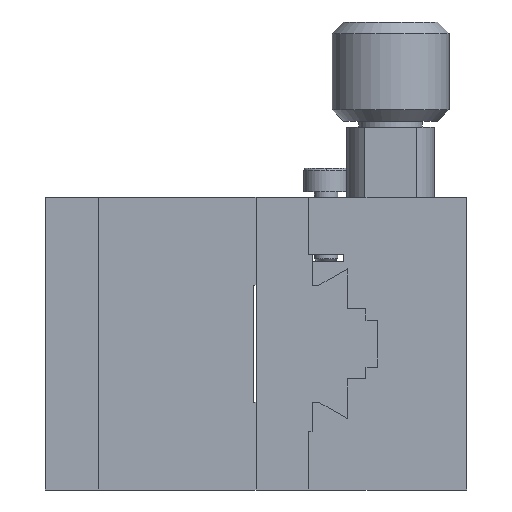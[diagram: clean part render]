
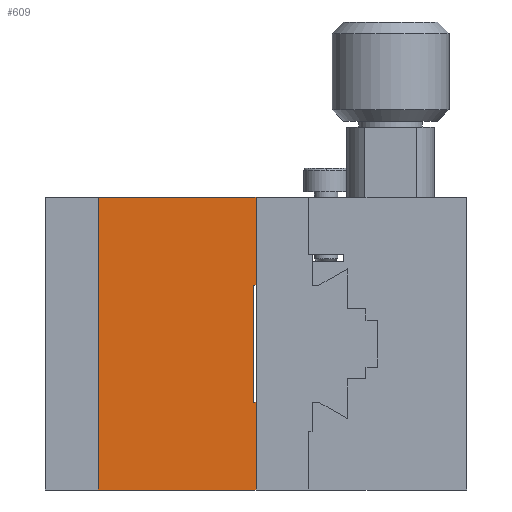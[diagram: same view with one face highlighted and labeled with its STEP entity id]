
A CAD part, left-side view. The second image highlights one B-rep face of the part: STEP entity #609.
In plain terms, the highlighted planar face has unit normal (-1, 0, 0).
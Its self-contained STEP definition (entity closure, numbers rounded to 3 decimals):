
#609 = ADVANCED_FACE( '', ( #1326 ), #1327, .F. );
#1326 = FACE_OUTER_BOUND( '', #2128, .T. );
#1327 = PLANE( '', #2129 );
#2128 = EDGE_LOOP( '', ( #4592, #4593, #4594, #4595, #4596, #4597, #4598, #4599 ) );
#2129 = AXIS2_PLACEMENT_3D( '', #4600, #4601, #4602 );
#4592 = ORIENTED_EDGE( '', *, *, #5855, .F. );
#4593 = ORIENTED_EDGE( '', *, *, #5872, .F. );
#4594 = ORIENTED_EDGE( '', *, *, #5869, .F. );
#4595 = ORIENTED_EDGE( '', *, *, #5867, .F. );
#4596 = ORIENTED_EDGE( '', *, *, #5851, .F. );
#4597 = ORIENTED_EDGE( '', *, *, #5865, .F. );
#4598 = ORIENTED_EDGE( '', *, *, #5862, .F. );
#4599 = ORIENTED_EDGE( '', *, *, #5859, .F. );
#4600 = CARTESIAN_POINT( '', ( -12.5, 18., 0. ) );
#4601 = DIRECTION( '', ( 1., 0., 0. ) );
#4602 = DIRECTION( '', ( 0., 0., -1. ) );
#5851 = EDGE_CURVE( '', #7200, #7202, #7203, .T. );
#5855 = EDGE_CURVE( '', #7208, #7209, #7210, .T. );
#5859 = EDGE_CURVE( '', #7209, #7216, #7217, .T. );
#5862 = EDGE_CURVE( '', #7216, #7221, #7222, .T. );
#5865 = EDGE_CURVE( '', #7221, #7200, #7226, .T. );
#5867 = EDGE_CURVE( '', #7202, #7228, #7229, .T. );
#5869 = EDGE_CURVE( '', #7228, #7231, #7232, .T. );
#5872 = EDGE_CURVE( '', #7231, #7208, #7236, .T. );
#7200 = VERTEX_POINT( '', #9148 );
#7202 = VERTEX_POINT( '', #9151 );
#7203 = LINE( '', #9152, #9153 );
#7208 = VERTEX_POINT( '', #9161 );
#7209 = VERTEX_POINT( '', #9162 );
#7210 = LINE( '', #9163, #9164 );
#7216 = VERTEX_POINT( '', #9173 );
#7217 = LINE( '', #9174, #9175 );
#7221 = VERTEX_POINT( '', #9181 );
#7222 = LINE( '', #9182, #9183 );
#7226 = LINE( '', #9189, #9190 );
#7228 = VERTEX_POINT( '', #9193 );
#7229 = LINE( '', #9194, #9195 );
#7231 = VERTEX_POINT( '', #9198 );
#7232 = LINE( '', #9199, #9200 );
#7236 = LINE( '', #9206, #9207 );
#9148 = CARTESIAN_POINT( '', ( -12.5, 18., -12.5 ) );
#9151 = CARTESIAN_POINT( '', ( -12.5, 31.5, -12.5 ) );
#9152 = CARTESIAN_POINT( '', ( -12.5, 18., -12.5 ) );
#9153 = VECTOR( '', #10733, 1. );
#9161 = CARTESIAN_POINT( '', ( -12.5, 18., 5. ) );
#9162 = CARTESIAN_POINT( '', ( -12.5, 18.2, 5. ) );
#9163 = CARTESIAN_POINT( '', ( -12.5, 18., 5. ) );
#9164 = VECTOR( '', #10737, 1. );
#9173 = CARTESIAN_POINT( '', ( -12.5, 18.2, -5. ) );
#9174 = CARTESIAN_POINT( '', ( -12.5, 18.2, 5. ) );
#9175 = VECTOR( '', #10741, 1. );
#9181 = CARTESIAN_POINT( '', ( -12.5, 18., -5. ) );
#9182 = CARTESIAN_POINT( '', ( -12.5, 18.2, -5. ) );
#9183 = VECTOR( '', #10744, 1. );
#9189 = CARTESIAN_POINT( '', ( -12.5, 18., -5. ) );
#9190 = VECTOR( '', #10747, 1. );
#9193 = CARTESIAN_POINT( '', ( -12.5, 31.5, 12.5 ) );
#9194 = CARTESIAN_POINT( '', ( -12.5, 31.5, -12.5 ) );
#9195 = VECTOR( '', #10749, 1. );
#9198 = CARTESIAN_POINT( '', ( -12.5, 18., 12.5 ) );
#9199 = CARTESIAN_POINT( '', ( -12.5, 31.5, 12.5 ) );
#9200 = VECTOR( '', #10751, 1. );
#9206 = CARTESIAN_POINT( '', ( -12.5, 18., 12.5 ) );
#9207 = VECTOR( '', #10754, 1. );
#10733 = DIRECTION( '', ( 0., 1., 0. ) );
#10737 = DIRECTION( '', ( 0., 1., 0. ) );
#10741 = DIRECTION( '', ( 0., 0., -1. ) );
#10744 = DIRECTION( '', ( 0., -1., 0. ) );
#10747 = DIRECTION( '', ( 0., 0., -1. ) );
#10749 = DIRECTION( '', ( 0., 0., 1. ) );
#10751 = DIRECTION( '', ( 0., -1., 0. ) );
#10754 = DIRECTION( '', ( 0., 0., -1. ) );
